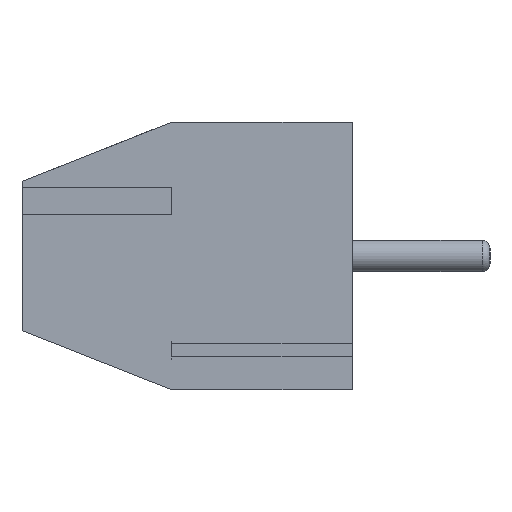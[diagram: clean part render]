
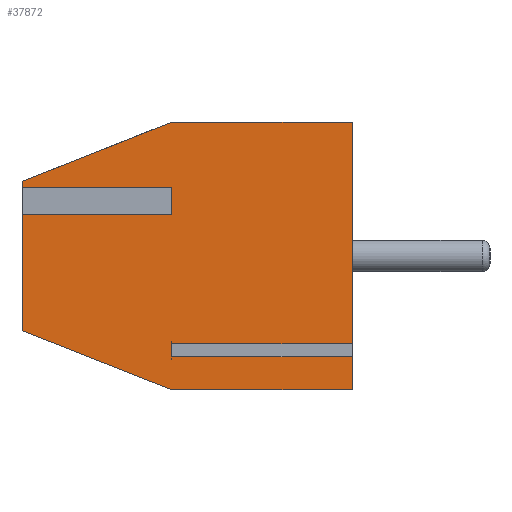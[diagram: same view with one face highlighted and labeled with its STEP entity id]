
A CAD part, left-side view. The second image highlights one B-rep face of the part: STEP entity #37872.
In plain terms, the highlighted planar face has unit normal (-1, 0, 0).
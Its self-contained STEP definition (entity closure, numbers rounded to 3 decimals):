
#161 = VERTEX_POINT ( 'NONE', #37478 ) ;
#1768 = DIRECTION ( 'NONE',  ( 0., 0., 1. ) ) ;
#1781 = VECTOR ( 'NONE', #35999, 1000. ) ;
#2073 = CARTESIAN_POINT ( 'NONE',  ( 0., 4.6, 0.832 ) ) ;
#2672 = VECTOR ( 'NONE', #31623, 1000. ) ;
#3467 = VECTOR ( 'NONE', #1768, 1000. ) ;
#3691 = LINE ( 'NONE', #26401, #13586 ) ;
#3951 = CARTESIAN_POINT ( 'NONE',  ( 0., 4.6, 0.832 ) ) ;
#4031 = VERTEX_POINT ( 'NONE', #27167 ) ;
#4427 = DIRECTION ( 'NONE',  ( 0., 0., 1. ) ) ;
#4428 = CARTESIAN_POINT ( 'NONE',  ( 0., 0., 1.168 ) ) ;
#4458 = VERTEX_POINT ( 'NONE', #11178 ) ;
#4524 = DIRECTION ( 'NONE',  ( 0., -1., 0. ) ) ;
#4620 = VECTOR ( 'NONE', #23166, 1000. ) ;
#4860 = VECTOR ( 'NONE', #26418, 1000. ) ;
#5692 = CARTESIAN_POINT ( 'NONE',  ( 0., 0., 6.8 ) ) ;
#6750 = VERTEX_POINT ( 'NONE', #25098 ) ;
#7612 = LINE ( 'NONE', #22512, #21617 ) ;
#7725 = VECTOR ( 'NONE', #29228, 1000. ) ;
#8439 = CARTESIAN_POINT ( 'NONE',  ( 0., 8.4, 4.968 ) ) ;
#8813 = DIRECTION ( 'NONE',  ( 0., 0., -1. ) ) ;
#9074 = ORIENTED_EDGE ( 'NONE', *, *, #40666, .F. ) ;
#9431 = ORIENTED_EDGE ( 'NONE', *, *, #35888, .F. ) ;
#10233 = VECTOR ( 'NONE', #34745, 1000. ) ;
#10384 = VECTOR ( 'NONE', #37288, 1000. ) ;
#10461 = ORIENTED_EDGE ( 'NONE', *, *, #23856, .T. ) ;
#10857 = VERTEX_POINT ( 'NONE', #33521 ) ;
#11178 = CARTESIAN_POINT ( 'NONE',  ( 0., 8.4, 4.632 ) ) ;
#11427 = EDGE_CURVE ( 'NONE', #37148, #37771, #31123, .T. ) ;
#11815 = ORIENTED_EDGE ( 'NONE', *, *, #32646, .F. ) ;
#11969 = VECTOR ( 'NONE', #4524, 1000. ) ;
#12949 = EDGE_CURVE ( 'NONE', #13512, #10857, #25574, .T. ) ;
#13189 = CARTESIAN_POINT ( 'NONE',  ( 0., 8.4, 6.8 ) ) ;
#13276 = VERTEX_POINT ( 'NONE', #16714 ) ;
#13512 = VERTEX_POINT ( 'NONE', #35839 ) ;
#13560 = CARTESIAN_POINT ( 'NONE',  ( 0., 8.4, 6.8 ) ) ;
#13586 = VECTOR ( 'NONE', #4427, 1000. ) ;
#14353 = EDGE_LOOP ( 'NONE', ( #31663, #16713, #9431, #18116, #39089, #10461, #24092, #9074, #11815, #47843, #30306, #14767, #35906, #38921 ) ) ;
#14564 = CARTESIAN_POINT ( 'NONE',  ( 0., 4.6, 4.632 ) ) ;
#14767 = ORIENTED_EDGE ( 'NONE', *, *, #41211, .T. ) ;
#16506 = LINE ( 'NONE', #20368, #2672 ) ;
#16647 = PLANE ( 'NONE',  #24445 ) ;
#16713 = ORIENTED_EDGE ( 'NONE', *, *, #17950, .T. ) ;
#16714 = CARTESIAN_POINT ( 'NONE',  ( 0., 8.4, 5.3 ) ) ;
#16880 = CARTESIAN_POINT ( 'NONE',  ( 0., 4.6, 1.168 ) ) ;
#17061 = EDGE_CURVE ( 'NONE', #6750, #37148, #35276, .T. ) ;
#17488 = DIRECTION ( 'NONE',  ( 0., 0., 1. ) ) ;
#17664 = DIRECTION ( 'NONE',  ( 0., -1., 0. ) ) ;
#17950 = EDGE_CURVE ( 'NONE', #37771, #40207, #46513, .T. ) ;
#18116 = ORIENTED_EDGE ( 'NONE', *, *, #39412, .F. ) ;
#19123 = EDGE_CURVE ( 'NONE', #13512, #20094, #16506, .T. ) ;
#19588 = CARTESIAN_POINT ( 'NONE',  ( 0., 8.4, 5.3 ) ) ;
#19601 = CARTESIAN_POINT ( 'NONE',  ( 0., 4.6, 1.168 ) ) ;
#20094 = VERTEX_POINT ( 'NONE', #22908 ) ;
#20368 = CARTESIAN_POINT ( 'NONE',  ( 0., 8.4, 1.5 ) ) ;
#21617 = VECTOR ( 'NONE', #37383, 1000. ) ;
#22162 = CARTESIAN_POINT ( 'NONE',  ( 0., 8.4, 0. ) ) ;
#22512 = CARTESIAN_POINT ( 'NONE',  ( 0., 4.6, 4.968 ) ) ;
#22908 = CARTESIAN_POINT ( 'NONE',  ( 0., 8.4, 1.5 ) ) ;
#23166 = DIRECTION ( 'NONE',  ( 0., 0., 1. ) ) ;
#23402 = CARTESIAN_POINT ( 'NONE',  ( 0., 4.6, 4.968 ) ) ;
#23856 = EDGE_CURVE ( 'NONE', #48112, #31268, #34054, .T. ) ;
#24092 = ORIENTED_EDGE ( 'NONE', *, *, #32428, .T. ) ;
#24445 = AXIS2_PLACEMENT_3D ( 'NONE', #13189, #38350, #8813 ) ;
#25098 = CARTESIAN_POINT ( 'NONE',  ( 0., 4.6, 0.832 ) ) ;
#25465 = LINE ( 'NONE', #32998, #42108 ) ;
#25574 = LINE ( 'NONE', #22162, #7725 ) ;
#26401 = CARTESIAN_POINT ( 'NONE',  ( 0., 0., 6.8 ) ) ;
#26418 = DIRECTION ( 'NONE',  ( 0., -1., 0. ) ) ;
#26651 = LINE ( 'NONE', #3951, #4860 ) ;
#26709 = DIRECTION ( 'NONE',  ( 0., -1., 0. ) ) ;
#26791 = CARTESIAN_POINT ( 'NONE',  ( 0., 8.4, 4.968 ) ) ;
#27167 = CARTESIAN_POINT ( 'NONE',  ( 0., 4.6, 6.8 ) ) ;
#27853 = VECTOR ( 'NONE', #17488, 1000. ) ;
#28686 = LINE ( 'NONE', #13560, #27853 ) ;
#29228 = DIRECTION ( 'NONE',  ( 0., -1., 0. ) ) ;
#30306 = ORIENTED_EDGE ( 'NONE', *, *, #12949, .T. ) ;
#31123 = LINE ( 'NONE', #19601, #38239 ) ;
#31268 = VERTEX_POINT ( 'NONE', #23402 ) ;
#31623 = DIRECTION ( 'NONE',  ( 0., 0.93, 0.367 ) ) ;
#31663 = ORIENTED_EDGE ( 'NONE', *, *, #11427, .T. ) ;
#32428 = EDGE_CURVE ( 'NONE', #31268, #38206, #7612, .T. ) ;
#32646 = EDGE_CURVE ( 'NONE', #20094, #4458, #28686, .T. ) ;
#32998 = CARTESIAN_POINT ( 'NONE',  ( 0., 8.4, 6.8 ) ) ;
#33521 = CARTESIAN_POINT ( 'NONE',  ( 0., 0., 0. ) ) ;
#34054 = LINE ( 'NONE', #8439, #11969 ) ;
#34745 = DIRECTION ( 'NONE',  ( 0., -0.93, 0.367 ) ) ;
#34862 = CARTESIAN_POINT ( 'NONE',  ( 0., 8.4, 6.8 ) ) ;
#35276 = LINE ( 'NONE', #2073, #1781 ) ;
#35839 = CARTESIAN_POINT ( 'NONE',  ( 0., 4.6, 0. ) ) ;
#35888 = EDGE_CURVE ( 'NONE', #4031, #40207, #25465, .T. ) ;
#35906 = ORIENTED_EDGE ( 'NONE', *, *, #40323, .F. ) ;
#35999 = DIRECTION ( 'NONE',  ( 0., 0., 1. ) ) ;
#37148 = VERTEX_POINT ( 'NONE', #16880 ) ;
#37152 = CARTESIAN_POINT ( 'NONE',  ( 0., 0., 6.8 ) ) ;
#37288 = DIRECTION ( 'NONE',  ( 0., -1., 0. ) ) ;
#37383 = DIRECTION ( 'NONE',  ( 0., 0., -1. ) ) ;
#37478 = CARTESIAN_POINT ( 'NONE',  ( 0., 0., 0.832 ) ) ;
#37771 = VERTEX_POINT ( 'NONE', #4428 ) ;
#37872 = ADVANCED_FACE ( 'NONE', ( #42513 ), #16647, .F. ) ;
#37977 = EDGE_CURVE ( 'NONE', #48112, #13276, #38051, .T. ) ;
#38008 = CARTESIAN_POINT ( 'NONE',  ( 0., 8.4, 4.632 ) ) ;
#38051 = LINE ( 'NONE', #34862, #4620 ) ;
#38206 = VERTEX_POINT ( 'NONE', #14564 ) ;
#38239 = VECTOR ( 'NONE', #26709, 1000. ) ;
#38350 = DIRECTION ( 'NONE',  ( 1., 0., 0. ) ) ;
#38921 = ORIENTED_EDGE ( 'NONE', *, *, #17061, .T. ) ;
#39089 = ORIENTED_EDGE ( 'NONE', *, *, #37977, .F. ) ;
#39412 = EDGE_CURVE ( 'NONE', #13276, #4031, #41832, .T. ) ;
#40207 = VERTEX_POINT ( 'NONE', #37152 ) ;
#40252 = LINE ( 'NONE', #38008, #10384 ) ;
#40323 = EDGE_CURVE ( 'NONE', #6750, #161, #26651, .T. ) ;
#40666 = EDGE_CURVE ( 'NONE', #4458, #38206, #40252, .T. ) ;
#41211 = EDGE_CURVE ( 'NONE', #10857, #161, #3691, .T. ) ;
#41832 = LINE ( 'NONE', #19588, #10233 ) ;
#42108 = VECTOR ( 'NONE', #17664, 1000. ) ;
#42513 = FACE_OUTER_BOUND ( 'NONE', #14353, .T. ) ;
#46513 = LINE ( 'NONE', #5692, #3467 ) ;
#47843 = ORIENTED_EDGE ( 'NONE', *, *, #19123, .F. ) ;
#48112 = VERTEX_POINT ( 'NONE', #26791 ) ;
